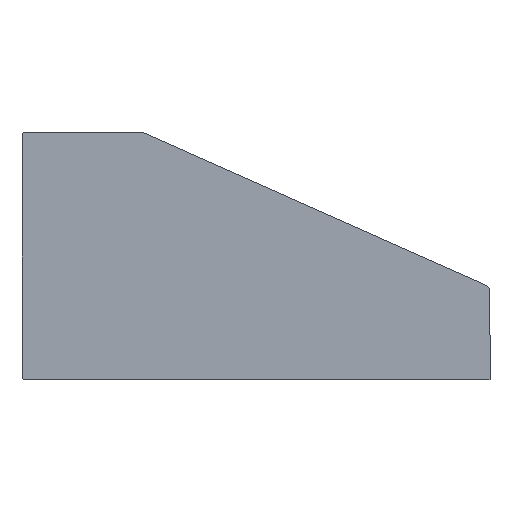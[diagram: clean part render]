
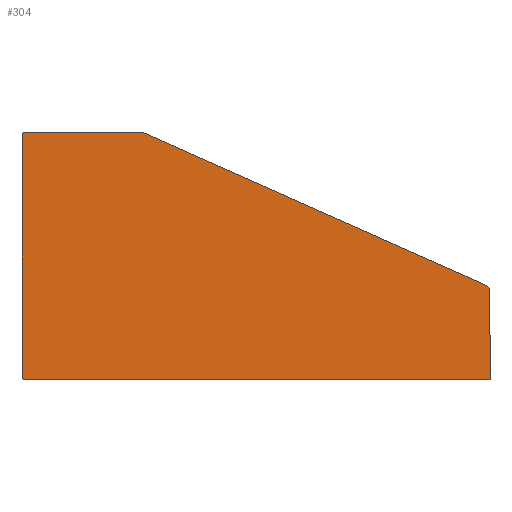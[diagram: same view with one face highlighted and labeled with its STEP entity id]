
A CAD part, left-side view. The second image highlights one B-rep face of the part: STEP entity #304.
In plain terms, the highlighted planar face has unit normal (-1, 0, 0).
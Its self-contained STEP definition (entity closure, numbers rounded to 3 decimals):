
#22 = VERTEX_POINT('',#23);
#23 = CARTESIAN_POINT('',(0.,1.187,
    27.195));
#41 = VERTEX_POINT('',#42);
#42 = CARTESIAN_POINT('',(0.,0.,
    25.368));
#48 = EDGE_CURVE('',#22,#41,#49,.T.);
#49 = CIRCLE('',#50,2.);
#50 = AXIS2_PLACEMENT_3D('',#51,#52,#53);
#51 = CARTESIAN_POINT('',(0.,2.,25.368));
#52 = DIRECTION('',(1.,0.,0.));
#53 = DIRECTION('',(0.,1.,0.));
#64 = VERTEX_POINT('',#65);
#65 = CARTESIAN_POINT('',(0.,0.,0.));
#80 = EDGE_CURVE('',#64,#41,#81,.T.);
#81 = LINE('',#82,#83);
#82 = CARTESIAN_POINT('',(0.,0.,0.));
#83 = VECTOR('',#84,1.);
#84 = DIRECTION('',(0.,0.,1.));
#104 = VERTEX_POINT('',#105);
#105 = CARTESIAN_POINT('',(0.,133.,0.)
  );
#111 = EDGE_CURVE('',#64,#104,#112,.T.);
#112 = LINE('',#113,#114);
#113 = CARTESIAN_POINT('',(0.,0.,0.));
#114 = VECTOR('',#115,1.);
#115 = DIRECTION('',(0.,1.,0.));
#136 = VERTEX_POINT('',#137);
#137 = CARTESIAN_POINT('',(0.,134.,1.));
#143 = EDGE_CURVE('',#104,#136,#144,.T.);
#144 = CIRCLE('',#145,1.);
#145 = AXIS2_PLACEMENT_3D('',#146,#147,#148);
#146 = CARTESIAN_POINT('',(0.,133.,1.));
#147 = DIRECTION('',(1.,0.,0.));
#148 = DIRECTION('',(0.,1.,0.));
#168 = VERTEX_POINT('',#169);
#169 = CARTESIAN_POINT('',(0.,134.,70.));
#175 = EDGE_CURVE('',#136,#168,#176,.T.);
#176 = LINE('',#177,#178);
#177 = CARTESIAN_POINT('',(0.,134.,1.));
#178 = VECTOR('',#179,1.);
#179 = DIRECTION('',(0.,0.,1.));
#200 = VERTEX_POINT('',#201);
#201 = CARTESIAN_POINT('',(0.,133.,71.));
#207 = EDGE_CURVE('',#168,#200,#208,.T.);
#208 = CIRCLE('',#209,1.);
#209 = AXIS2_PLACEMENT_3D('',#210,#211,#212);
#210 = CARTESIAN_POINT('',(0.,133.,70.));
#211 = DIRECTION('',(1.,0.,0.));
#212 = DIRECTION('',(0.,1.,0.));
#232 = VERTEX_POINT('',#233);
#233 = CARTESIAN_POINT('',(0.,100.,71.));
#239 = EDGE_CURVE('',#200,#232,#240,.T.);
#240 = LINE('',#241,#242);
#241 = CARTESIAN_POINT('',(0.,133.,71.));
#242 = VECTOR('',#243,1.);
#243 = DIRECTION('',(0.,-1.,0.));
#264 = VERTEX_POINT('',#265);
#265 = CARTESIAN_POINT('',(0.,99.187,
    70.827));
#271 = EDGE_CURVE('',#232,#264,#272,.T.);
#272 = CIRCLE('',#273,2.);
#273 = AXIS2_PLACEMENT_3D('',#274,#275,#276);
#274 = CARTESIAN_POINT('',(0.,100.,69.));
#275 = DIRECTION('',(1.,0.,0.));
#276 = DIRECTION('',(0.,1.,0.));
#294 = EDGE_CURVE('',#22,#264,#295,.T.);
#295 = LINE('',#296,#297);
#296 = CARTESIAN_POINT('',(0.,1.187,
    27.195));
#297 = VECTOR('',#298,1.);
#298 = DIRECTION('',(0.,0.914,0.407));
#304 = ADVANCED_FACE('',(#305),#316,.F.);
#305 = FACE_BOUND('',#306,.F.);
#306 = EDGE_LOOP('',(#307,#308,#309,#310,#311,#312,#313,#314,#315));
#307 = ORIENTED_EDGE('',*,*,#48,.T.);
#308 = ORIENTED_EDGE('',*,*,#80,.F.);
#309 = ORIENTED_EDGE('',*,*,#111,.T.);
#310 = ORIENTED_EDGE('',*,*,#143,.T.);
#311 = ORIENTED_EDGE('',*,*,#175,.T.);
#312 = ORIENTED_EDGE('',*,*,#207,.T.);
#313 = ORIENTED_EDGE('',*,*,#239,.T.);
#314 = ORIENTED_EDGE('',*,*,#271,.T.);
#315 = ORIENTED_EDGE('',*,*,#294,.F.);
#316 = PLANE('',#317);
#317 = AXIS2_PLACEMENT_3D('',#318,#319,#320);
#318 = CARTESIAN_POINT('',(0.,74.405,
    28.357));
#319 = DIRECTION('',(1.,0.,0.));
#320 = DIRECTION('',(0.,0.,1.));
